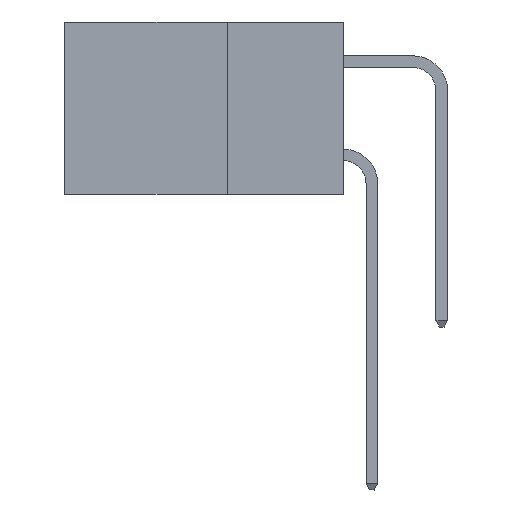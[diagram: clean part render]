
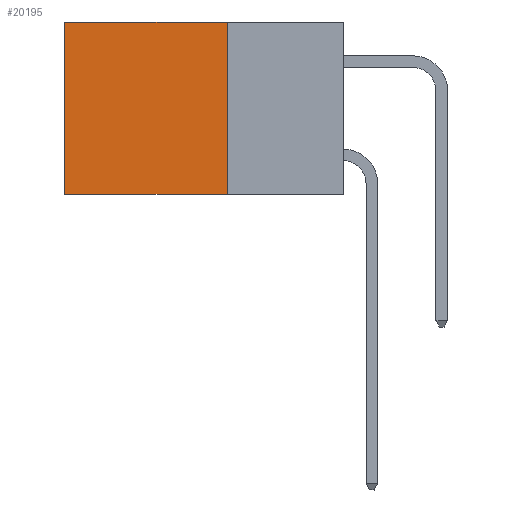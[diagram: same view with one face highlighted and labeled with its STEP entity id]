
A CAD part, left-side view. The second image highlights one B-rep face of the part: STEP entity #20195.
In plain terms, the highlighted planar face has unit normal (-1, 0, 0).
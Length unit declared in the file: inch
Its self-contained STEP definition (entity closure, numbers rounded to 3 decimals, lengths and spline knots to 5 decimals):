
#36 = LINE ( 'NONE', #16564, #10610 ) ;
#1621 = EDGE_CURVE ( 'NONE', #8080, #16947, #10826, .T. ) ;
#1738 = VECTOR ( 'NONE', #9094, 39.37008 ) ;
#1749 = VECTOR ( 'NONE', #18198, 39.37008 ) ;
#2444 = DIRECTION ( 'NONE',  ( 0., 0., -1. ) ) ;
#2480 = CARTESIAN_POINT ( 'NONE',  ( 0.298, 0.6, -0.37 ) ) ;
#3168 = EDGE_CURVE ( 'NONE', #16947, #8355, #9774, .T. ) ;
#3796 = VERTEX_POINT ( 'NONE', #15535 ) ;
#4266 = LINE ( 'NONE', #18932, #1738 ) ;
#5371 = DIRECTION ( 'NONE',  ( 1., 0., 0. ) ) ;
#5380 = CARTESIAN_POINT ( 'NONE',  ( 0.298, 0.25, 0. ) ) ;
#5511 = VECTOR ( 'NONE', #18595, 39.37008 ) ;
#7357 = AXIS2_PLACEMENT_3D ( 'NONE', #19533, #5371, #16596 ) ;
#8080 = VERTEX_POINT ( 'NONE', #20333 ) ;
#8317 = PLANE ( 'NONE',  #7357 ) ;
#8355 = VERTEX_POINT ( 'NONE', #2480 ) ;
#9094 = DIRECTION ( 'NONE',  ( 0., 1., 0. ) ) ;
#9370 = CARTESIAN_POINT ( 'NONE',  ( 0.298, 0.25, -0.37 ) ) ;
#9774 = LINE ( 'NONE', #12225, #5511 ) ;
#10610 = VECTOR ( 'NONE', #2444, 39.37008 ) ;
#10826 = LINE ( 'NONE', #5380, #1749 ) ;
#11234 = EDGE_CURVE ( 'NONE', #3796, #8355, #36, .T. ) ;
#12225 = CARTESIAN_POINT ( 'NONE',  ( 0.298, 0.25, -0.37 ) ) ;
#13534 = ORIENTED_EDGE ( 'NONE', *, *, #3168, .F. ) ;
#13786 = ORIENTED_EDGE ( 'NONE', *, *, #1621, .F. ) ;
#14010 = FACE_OUTER_BOUND ( 'NONE', #17008, .T. ) ;
#15078 = ORIENTED_EDGE ( 'NONE', *, *, #17627, .T. ) ;
#15535 = CARTESIAN_POINT ( 'NONE',  ( 0.298, 0.6, 0. ) ) ;
#16564 = CARTESIAN_POINT ( 'NONE',  ( 0.298, 0.6, 0. ) ) ;
#16596 = DIRECTION ( 'NONE',  ( 0., 0., -1. ) ) ;
#16947 = VERTEX_POINT ( 'NONE', #9370 ) ;
#17008 = EDGE_LOOP ( 'NONE', ( #17022, #13534, #13786, #15078 ) ) ;
#17022 = ORIENTED_EDGE ( 'NONE', *, *, #11234, .T. ) ;
#17627 = EDGE_CURVE ( 'NONE', #8080, #3796, #4266, .T. ) ;
#18198 = DIRECTION ( 'NONE',  ( 0., 0., -1. ) ) ;
#18595 = DIRECTION ( 'NONE',  ( 0., 1., 0. ) ) ;
#18932 = CARTESIAN_POINT ( 'NONE',  ( 0.298, 0.25, 0. ) ) ;
#19533 = CARTESIAN_POINT ( 'NONE',  ( 0.298, 0.25, 0. ) ) ;
#20195 = ADVANCED_FACE ( 'NONE', ( #14010 ), #8317, .F. ) ;
#20333 = CARTESIAN_POINT ( 'NONE',  ( 0.298, 0.25, 0. ) ) ;
